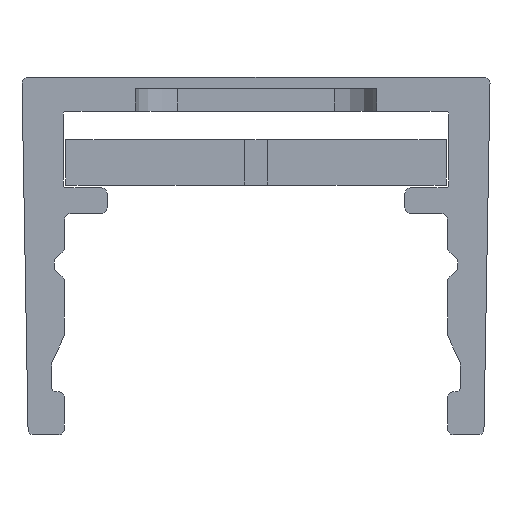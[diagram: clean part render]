
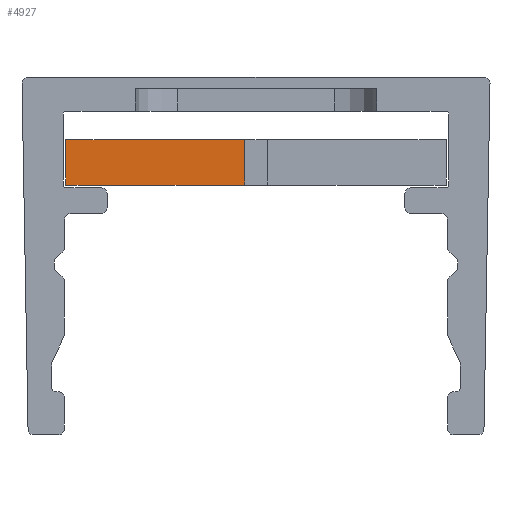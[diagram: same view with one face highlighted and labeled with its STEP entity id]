
A CAD part, front view. The second image highlights one B-rep face of the part: STEP entity #4927.
In plain terms, the highlighted planar face has unit normal (0, -1, 0).
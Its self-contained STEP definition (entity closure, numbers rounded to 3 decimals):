
#109=PLANE('',#5302);
#329=FACE_OUTER_BOUND('',#575,.T.);
#575=EDGE_LOOP('',(#3849,#3850,#3851,#3852,#3853,#3854));
#934=LINE('',#7483,#1482);
#954=LINE('',#7522,#1502);
#976=LINE('',#7578,#1524);
#977=LINE('',#7580,#1525);
#978=LINE('',#7582,#1526);
#979=LINE('',#7583,#1527);
#1482=VECTOR('',#6143,10.);
#1502=VECTOR('',#6179,10.);
#1524=VECTOR('',#6233,10.);
#1525=VECTOR('',#6234,10.);
#1526=VECTOR('',#6235,10.);
#1527=VECTOR('',#6236,10.);
#2175=VERTEX_POINT('',#7480);
#2176=VERTEX_POINT('',#7482);
#2187=VERTEX_POINT('',#7520);
#2205=VERTEX_POINT('',#7577);
#2206=VERTEX_POINT('',#7579);
#2207=VERTEX_POINT('',#7581);
#2752=EDGE_CURVE('',#2176,#2175,#934,.T.);
#2772=EDGE_CURVE('',#2175,#2187,#954,.T.);
#2800=EDGE_CURVE('',#2187,#2205,#976,.T.);
#2801=EDGE_CURVE('',#2205,#2206,#977,.T.);
#2802=EDGE_CURVE('',#2206,#2207,#978,.T.);
#2803=EDGE_CURVE('',#2207,#2176,#979,.T.);
#3849=ORIENTED_EDGE('',*,*,#2772,.T.);
#3850=ORIENTED_EDGE('',*,*,#2800,.T.);
#3851=ORIENTED_EDGE('',*,*,#2801,.T.);
#3852=ORIENTED_EDGE('',*,*,#2802,.T.);
#3853=ORIENTED_EDGE('',*,*,#2803,.T.);
#3854=ORIENTED_EDGE('',*,*,#2752,.T.);
#4927=ADVANCED_FACE('',(#329),#109,.T.);
#5302=AXIS2_PLACEMENT_3D('',#7576,#6231,#6232);
#6143=DIRECTION('',(1.,0.,0.));
#6179=DIRECTION('',(0.,0.,1.));
#6231=DIRECTION('center_axis',(0.,-1.,0.));
#6232=DIRECTION('ref_axis',(-1.,0.,0.));
#6233=DIRECTION('',(-1.,0.,0.));
#6234=DIRECTION('',(0.,0.,-1.));
#6235=DIRECTION('',(1.,0.,0.));
#6236=DIRECTION('',(0.,0.,1.));
#7480=CARTESIAN_POINT('',(-0.4,-748.4,-3.799));
#7482=CARTESIAN_POINT('',(-4.1,-748.4,-3.799));
#7483=CARTESIAN_POINT('',(-4.45,-748.4,-3.799));
#7520=CARTESIAN_POINT('',(-0.4,-748.4,-2.2));
#7522=CARTESIAN_POINT('',(-0.4,-748.4,-3.));
#7576=CARTESIAN_POINT('Origin',(-6.7,-748.4,-2.2));
#7577=CARTESIAN_POINT('',(-6.7,-748.4,-2.2));
#7578=CARTESIAN_POINT('',(6.7,-748.4,-2.2));
#7579=CARTESIAN_POINT('',(-6.7,-748.4,-3.8));
#7580=CARTESIAN_POINT('',(-6.7,-748.4,-2.2));
#7581=CARTESIAN_POINT('',(-4.1,-748.4,-3.8));
#7582=CARTESIAN_POINT('',(6.7,-748.4,-3.8));
#7583=CARTESIAN_POINT('',(-4.1,-748.4,-3.));
